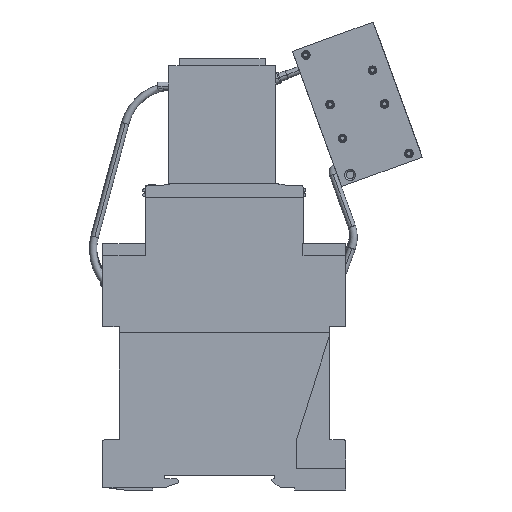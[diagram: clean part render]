
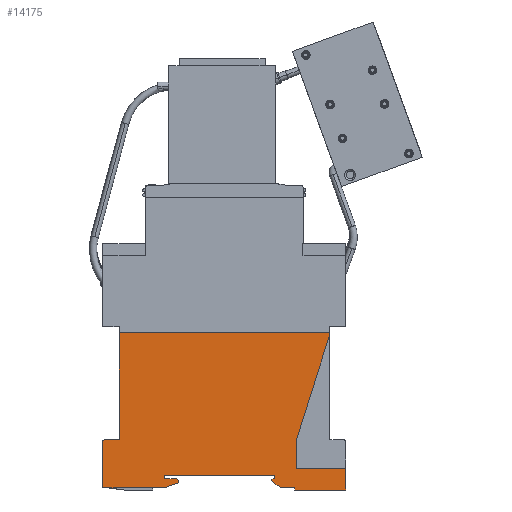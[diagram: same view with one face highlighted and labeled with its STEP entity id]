
A CAD part, left-side view. The second image highlights one B-rep face of the part: STEP entity #14175.
In plain terms, the highlighted planar face has unit normal (-1, 0, 0).
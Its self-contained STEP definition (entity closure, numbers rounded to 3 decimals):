
#14175=ADVANCED_FACE('',(#40684),#40685,.F.);
#25161=VERTEX_POINT('',#53627);
#25165=VERTEX_POINT('',#53631);
#25167=EDGE_CURVE('',#25161,#25165,#53633,.T.);
#25407=VERTEX_POINT('',#53873);
#25411=VERTEX_POINT('',#53877);
#25413=EDGE_CURVE('',#25411,#25407,#53879,.T.);
#25423=VERTEX_POINT('',#53889);
#25427=VERTEX_POINT('',#53893);
#25429=EDGE_CURVE('',#25427,#25423,#53895,.T.);
#25437=VERTEX_POINT('',#53903);
#25439=EDGE_CURVE('',#25437,#25427,#53905,.T.);
#25447=VERTEX_POINT('',#53913);
#25449=EDGE_CURVE('',#25447,#25437,#53915,.T.);
#25457=VERTEX_POINT('',#53923);
#25459=EDGE_CURVE('',#25457,#25447,#53925,.T.);
#25467=VERTEX_POINT('',#53933);
#25469=EDGE_CURVE('',#25467,#25457,#53935,.T.);
#25475=EDGE_CURVE('',#25407,#25467,#53941,.T.);
#25615=EDGE_CURVE('',#25165,#25423,#54081,.T.);
#25617=VERTEX_POINT('',#54083);
#25619=EDGE_CURVE('',#25617,#25161,#54085,.T.);
#25621=VERTEX_POINT('',#54087);
#25623=EDGE_CURVE('',#25621,#25617,#54089,.T.);
#25625=VERTEX_POINT('',#54091);
#25627=EDGE_CURVE('',#25625,#25621,#54093,.T.);
#25629=VERTEX_POINT('',#54095);
#25631=EDGE_CURVE('',#25629,#25625,#54097,.T.);
#25633=VERTEX_POINT('',#54099);
#25635=EDGE_CURVE('',#25633,#25629,#54101,.T.);
#25637=VERTEX_POINT('',#54103);
#25639=EDGE_CURVE('',#25637,#25633,#54105,.T.);
#25641=VERTEX_POINT('',#54107);
#25643=EDGE_CURVE('',#25637,#25641,#54109,.T.);
#25645=VERTEX_POINT('',#54111);
#25647=EDGE_CURVE('',#25645,#25641,#54113,.T.);
#25649=VERTEX_POINT('',#54115);
#25651=EDGE_CURVE('',#25649,#25645,#54117,.T.);
#25653=VERTEX_POINT('',#54119);
#25655=EDGE_CURVE('',#25653,#25649,#54121,.T.);
#25657=VERTEX_POINT('',#54123);
#25659=EDGE_CURVE('',#25657,#25653,#54125,.T.);
#25661=VERTEX_POINT('',#54127);
#25663=EDGE_CURVE('',#25661,#25657,#54129,.T.);
#25665=VERTEX_POINT('',#54131);
#25667=EDGE_CURVE('',#25665,#25661,#54133,.T.);
#25669=VERTEX_POINT('',#54135);
#25671=EDGE_CURVE('',#25669,#25665,#54137,.T.);
#25673=VERTEX_POINT('',#54139);
#25675=EDGE_CURVE('',#25673,#25669,#54141,.T.);
#25677=VERTEX_POINT('',#54143);
#25679=EDGE_CURVE('',#25677,#25673,#54145,.T.);
#25681=VERTEX_POINT('',#54147);
#25683=EDGE_CURVE('',#25681,#25677,#54149,.T.);
#25685=VERTEX_POINT('',#54151);
#25687=EDGE_CURVE('',#25685,#25681,#54153,.T.);
#25689=VERTEX_POINT('',#54155);
#25691=EDGE_CURVE('',#25689,#25685,#54157,.T.);
#25693=VERTEX_POINT('',#54159);
#25695=EDGE_CURVE('',#25693,#25689,#54161,.T.);
#25697=VERTEX_POINT('',#54163);
#25699=EDGE_CURVE('',#25697,#25693,#54165,.T.);
#25701=EDGE_CURVE('',#25411,#25697,#54167,.T.);
#40684=FACE_OUTER_BOUND('',#69164,.T.);
#40685=PLANE('',#69165);
#53627=CARTESIAN_POINT('',(0.0,105.883,54.9));
#53631=CARTESIAN_POINT('',(0.0,32.483,54.9));
#53633=LINE('',#87082,#87083);
#53873=CARTESIAN_POINT('',(0.0,27.283,7.5));
#53877=CARTESIAN_POINT('',(0.0,26.683,6.9));
#53879=CIRCLE('',#87481,0.6);
#53889=CARTESIAN_POINT('',(0.0,32.483,53.931));
#53893=CARTESIAN_POINT('',(0.0,32.493,53.871));
#53895=CIRCLE('',#87503,0.2);
#53903=CARTESIAN_POINT('',(0.0,43.955,17.588));
#53905=LINE('',#87518,#87519);
#53913=CARTESIAN_POINT('',(0.0,43.983,17.407));
#53915=CIRCLE('',#87533,0.6);
#53923=CARTESIAN_POINT('',(0.0,43.983,7.7));
#53925=LINE('',#87548,#87549);
#53933=CARTESIAN_POINT('',(0.0,43.783,7.5));
#53935=CIRCLE('',#87563,0.2);
#53941=LINE('',#87574,#87575);
#54081=LINE('',#87767,#87768);
#54083=CARTESIAN_POINT('',(0.0,105.883,17.7));
#54085=LINE('',#87773,#87774);
#54087=CARTESIAN_POINT('',(0.0,106.083,17.5));
#54089=CIRCLE('',#87779,0.2);
#54091=CARTESIAN_POINT('',(0.0,111.083,17.5));
#54093=LINE('',#87784,#87785);
#54095=CARTESIAN_POINT('',(0.0,111.683,16.9));
#54097=CIRCLE('',#87790,0.6);
#54099=CARTESIAN_POINT('',(0.0,111.683,1.));
#54101=LINE('',#87795,#87796);
#54103=CARTESIAN_POINT('',(0.0,110.164,0.8));
#54105=LINE('',#87801,#87802);
#54107=CARTESIAN_POINT('',(0.0,90.133,0.8));
#54109=LINE('',#87807,#87808);
#54111=CARTESIAN_POINT('',(0.0,85.233,2.5));
#54113=LINE('',#87813,#87814);
#54115=CARTESIAN_POINT('',(0.0,85.233,3.4));
#54117=LINE('',#87819,#87820);
#54119=CARTESIAN_POINT('',(0.0,85.948,3.9));
#54121=LINE('',#87825,#87826);
#54123=CARTESIAN_POINT('',(0.0,89.633,3.9));
#54125=LINE('',#87831,#87832);
#54127=CARTESIAN_POINT('',(0.0,90.133,4.4));
#54129=CIRCLE('',#87837,0.5);
#54131=CARTESIAN_POINT('',(0.0,90.133,5.1));
#54133=LINE('',#87842,#87843);
#54135=CARTESIAN_POINT('',(0.0,51.633,5.1));
#54137=LINE('',#87848,#87849);
#54139=CARTESIAN_POINT('',(0.0,51.633,4.0));
#54141=LINE('',#87854,#87855);
#54143=CARTESIAN_POINT('',(0.0,52.633,3.732));
#54145=LINE('',#87860,#87861);
#54147=CARTESIAN_POINT('',(0.0,52.633,3.232));
#54149=LINE('',#87866,#87867);
#54151=CARTESIAN_POINT('',(0.0,49.633,0.8));
#54153=LINE('',#87872,#87873);
#54155=CARTESIAN_POINT('',(0.0,44.633,0.8));
#54157=LINE('',#87878,#87879);
#54159=CARTESIAN_POINT('',(0.0,44.633,0.0));
#54161=LINE('',#87884,#87885);
#54163=CARTESIAN_POINT('',(0.0,26.683,0.0));
#54165=LINE('',#87890,#87891);
#54167=LINE('',#87894,#87895);
#69164=EDGE_LOOP('',(#114423,#114424,#114425,#114426,#114427,#114428,#114429,#114430,#114431,#114432,#114433,#114434,#114435,#114436,#114437,#114438,#114439,#114440,#114441,#114442,#114443,#114444,#114445,#114446,#114447,#114448,#114449,#114450,#114451,#114452,#114453));
#69165=AXIS2_PLACEMENT_3D('',#114454,#114455,#114456);
#87082=CARTESIAN_POINT('',(0.0,105.883,54.9));
#87083=VECTOR('',#134357,1.0);
#87481=AXIS2_PLACEMENT_3D('',#134436,#134437,#134438);
#87503=AXIS2_PLACEMENT_3D('',#134444,#134445,#134446);
#87518=CARTESIAN_POINT('',(0.0,38.279,35.555));
#87519=VECTOR('',#134449,1.0);
#87533=AXIS2_PLACEMENT_3D('',#134454,#134455,#134456);
#87548=CARTESIAN_POINT('',(0.0,43.983,21.348));
#87549=VECTOR('',#134459,1.0);
#87563=AXIS2_PLACEMENT_3D('',#134464,#134465,#134466);
#87574=CARTESIAN_POINT('',(0.0,56.663,7.5));
#87575=VECTOR('',#134469,1.0);
#87767=CARTESIAN_POINT('',(0.0,32.483,54.9));
#87768=VECTOR('',#134543,1.0);
#87773=CARTESIAN_POINT('',(0.0,105.883,17.7));
#87774=VECTOR('',#134544,1.0);
#87779=AXIS2_PLACEMENT_3D('',#134545,#134546,#134547);
#87784=CARTESIAN_POINT('',(0.0,111.083,17.5));
#87785=VECTOR('',#134548,1.0);
#87790=AXIS2_PLACEMENT_3D('',#134549,#134550,#134551);
#87795=CARTESIAN_POINT('',(0.0,111.683,1.0));
#87796=VECTOR('',#134552,1.0);
#87801=CARTESIAN_POINT('',(0.0,104.088,0.));
#87802=VECTOR('',#134553,1.0);
#87807=CARTESIAN_POINT('',(0.0,73.851,0.8));
#87808=VECTOR('',#134554,1.0);
#87813=CARTESIAN_POINT('',(0.0,85.233,2.5));
#87814=VECTOR('',#134555,1.0);
#87819=CARTESIAN_POINT('',(0.0,85.233,3.4));
#87820=VECTOR('',#134556,1.0);
#87825=CARTESIAN_POINT('',(0.0,85.948,3.9));
#87826=VECTOR('',#134557,1.0);
#87831=CARTESIAN_POINT('',(0.0,89.633,3.9));
#87832=VECTOR('',#134558,1.0);
#87837=AXIS2_PLACEMENT_3D('',#134559,#134560,#134561);
#87842=CARTESIAN_POINT('',(0.0,90.133,5.1));
#87843=VECTOR('',#134562,1.0);
#87848=CARTESIAN_POINT('',(0.0,51.633,5.1));
#87849=VECTOR('',#134563,1.0);
#87854=CARTESIAN_POINT('',(0.0,51.633,4.0));
#87855=VECTOR('',#134564,1.0);
#87860=CARTESIAN_POINT('',(0.0,52.633,3.732));
#87861=VECTOR('',#134565,1.0);
#87866=CARTESIAN_POINT('',(0.0,52.633,3.232));
#87867=VECTOR('',#134566,1.0);
#87872=CARTESIAN_POINT('',(0.0,49.633,0.8));
#87873=VECTOR('',#134567,1.0);
#87878=CARTESIAN_POINT('',(0.0,44.633,0.8));
#87879=VECTOR('',#134568,1.0);
#87884=CARTESIAN_POINT('',(0.0,44.633,0.0));
#87885=VECTOR('',#134569,1.0);
#87890=CARTESIAN_POINT('',(0.0,26.683,0.0));
#87891=VECTOR('',#134570,1.0);
#87894=CARTESIAN_POINT('',(0.0,26.683,16.9));
#87895=VECTOR('',#134571,1.0);
#114423=ORIENTED_EDGE('',*,*,#25413,.T.);
#114424=ORIENTED_EDGE('',*,*,#25475,.T.);
#114425=ORIENTED_EDGE('',*,*,#25469,.T.);
#114426=ORIENTED_EDGE('',*,*,#25459,.T.);
#114427=ORIENTED_EDGE('',*,*,#25449,.T.);
#114428=ORIENTED_EDGE('',*,*,#25439,.T.);
#114429=ORIENTED_EDGE('',*,*,#25429,.T.);
#114430=ORIENTED_EDGE('',*,*,#25615,.F.);
#114431=ORIENTED_EDGE('',*,*,#25167,.F.);
#114432=ORIENTED_EDGE('',*,*,#25619,.F.);
#114433=ORIENTED_EDGE('',*,*,#25623,.F.);
#114434=ORIENTED_EDGE('',*,*,#25627,.F.);
#114435=ORIENTED_EDGE('',*,*,#25631,.F.);
#114436=ORIENTED_EDGE('',*,*,#25635,.F.);
#114437=ORIENTED_EDGE('',*,*,#25639,.F.);
#114438=ORIENTED_EDGE('',*,*,#25643,.T.);
#114439=ORIENTED_EDGE('',*,*,#25647,.F.);
#114440=ORIENTED_EDGE('',*,*,#25651,.F.);
#114441=ORIENTED_EDGE('',*,*,#25655,.F.);
#114442=ORIENTED_EDGE('',*,*,#25659,.F.);
#114443=ORIENTED_EDGE('',*,*,#25663,.F.);
#114444=ORIENTED_EDGE('',*,*,#25667,.F.);
#114445=ORIENTED_EDGE('',*,*,#25671,.F.);
#114446=ORIENTED_EDGE('',*,*,#25675,.F.);
#114447=ORIENTED_EDGE('',*,*,#25679,.F.);
#114448=ORIENTED_EDGE('',*,*,#25683,.F.);
#114449=ORIENTED_EDGE('',*,*,#25687,.F.);
#114450=ORIENTED_EDGE('',*,*,#25691,.F.);
#114451=ORIENTED_EDGE('',*,*,#25695,.F.);
#114452=ORIENTED_EDGE('',*,*,#25699,.F.);
#114453=ORIENTED_EDGE('',*,*,#25701,.F.);
#114454=CARTESIAN_POINT('',(0.0,69.544,25.29));
#114455=DIRECTION('',(1.0,0.0,0.0));
#114456=DIRECTION('',(0.0,0.0,-1.0));
#134357=DIRECTION('',(0.0,-1.0,0.0));
#134436=CARTESIAN_POINT('',(0.0,27.283,6.9));
#134437=DIRECTION('',(-1.0,0.0,-0.0));
#134438=DIRECTION('',(0.0,-1.0,0.));
#134444=CARTESIAN_POINT('',(0.0,32.683,53.931));
#134445=DIRECTION('',(-1.0,0.0,-0.0));
#134446=DIRECTION('',(0.0,-0.954,-0.301));
#134449=DIRECTION('',(0.0,-0.301,0.954));
#134454=CARTESIAN_POINT('',(0.0,43.383,17.407));
#134455=DIRECTION('',(1.0,0.0,0.0));
#134456=DIRECTION('',(-0.0,0.954,0.301));
#134459=DIRECTION('',(0.0,0.0,1.0));
#134464=CARTESIAN_POINT('',(0.0,43.783,7.7));
#134465=DIRECTION('',(1.0,0.0,0.0));
#134466=DIRECTION('',(-0.0,1.,0.));
#134469=DIRECTION('',(0.0,1.0,0.0));
#134543=DIRECTION('',(0.0,0.0,-1.0));
#134544=DIRECTION('',(0.0,0.0,1.0));
#134545=CARTESIAN_POINT('',(0.0,106.083,17.7));
#134546=DIRECTION('',(-1.0,0.0,0.0));
#134547=DIRECTION('',(0.0,-1.,0.));
#134548=DIRECTION('',(0.0,-1.0,0.0));
#134549=CARTESIAN_POINT('',(0.0,111.083,16.9));
#134550=DIRECTION('',(1.0,0.0,0.0));
#134551=DIRECTION('',(0.0,1.0,0.));
#134552=DIRECTION('',(0.0,0.0,1.0));
#134553=DIRECTION('',(0.0,0.991,0.131));
#134554=DIRECTION('',(0.0,-1.0,0.0));
#134555=DIRECTION('',(0.0,0.945,-0.328));
#134556=DIRECTION('',(0.0,0.0,-1.0));
#134557=DIRECTION('',(0.0,-0.819,-0.573));
#134558=DIRECTION('',(0.0,-1.0,0.0));
#134559=CARTESIAN_POINT('',(0.0,89.633,4.4));
#134560=DIRECTION('',(-1.0,0.0,0.0));
#134561=DIRECTION('',(0.0,0.,-1.0));
#134562=DIRECTION('',(0.0,0.0,-1.0));
#134563=DIRECTION('',(0.0,1.0,0.0));
#134564=DIRECTION('',(0.0,0.0,1.0));
#134565=DIRECTION('',(0.0,-0.966,0.259));
#134566=DIRECTION('',(0.0,0.0,1.0));
#134567=DIRECTION('',(0.0,0.777,0.63));
#134568=DIRECTION('',(0.0,1.0,0.0));
#134569=DIRECTION('',(0.0,0.0,1.0));
#134570=DIRECTION('',(0.0,1.0,0.0));
#134571=DIRECTION('',(0.0,0.0,-1.0));
